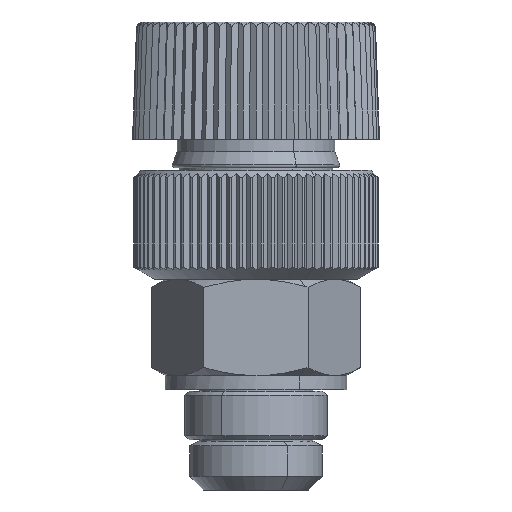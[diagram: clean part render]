
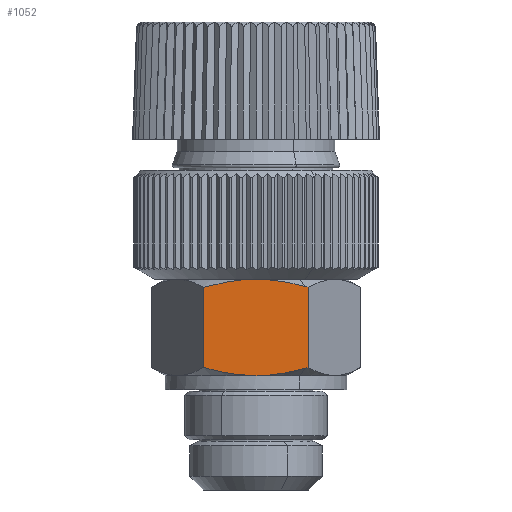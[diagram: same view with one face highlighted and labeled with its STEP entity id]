
A CAD part, front view. The second image highlights one B-rep face of the part: STEP entity #1052.
In plain terms, the highlighted planar face has unit normal (0, -1, 0).
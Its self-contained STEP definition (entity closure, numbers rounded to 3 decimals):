
#749=CARTESIAN_POINT('Vertex',(0.,-6.5,8.2)) ;
#776=CARTESIAN_POINT('Vertex',(3.551,-6.5,8.723)) ;
#785=CARTESIAN_POINT('Vertex',(3.753,-6.5,8.781)) ;
#789=CARTESIAN_POINT('Control Point',(3.551,-6.5,8.723)) ;
#790=CARTESIAN_POINT('Control Point',(3.618,-6.5,8.742)) ;
#791=CARTESIAN_POINT('Control Point',(3.685,-6.5,8.761)) ;
#792=CARTESIAN_POINT('Control Point',(3.753,-6.5,8.781)) ;
#910=CARTESIAN_POINT('Control Point',(3.551,-6.5,8.723)) ;
#911=CARTESIAN_POINT('Control Point',(2.627,-6.5,8.468)) ;
#912=CARTESIAN_POINT('Control Point',(1.729,-6.5,8.288)) ;
#913=CARTESIAN_POINT('Control Point',(0.865,-6.5,8.2)) ;
#914=CARTESIAN_POINT('Control Point',(0.,-6.5,8.2)) ;
#923=CARTESIAN_POINT('Control Point',(0.,-6.5,8.2)) ;
#924=CARTESIAN_POINT('Control Point',(-0.912,-6.5,8.2)) ;
#925=CARTESIAN_POINT('Control Point',(-1.824,-6.5,8.298)) ;
#926=CARTESIAN_POINT('Control Point',(-2.774,-6.5,8.498)) ;
#927=CARTESIAN_POINT('Control Point',(-3.753,-6.5,8.781)) ;
#928=CARTESIAN_POINT('Vertex',(-3.753,-6.5,8.781)) ;
#979=CARTESIAN_POINT('Vertex',(3.753,-6.5,14.519)) ;
#982=CARTESIAN_POINT('Line Origine',(3.753,-6.5,11.65)) ;
#996=CARTESIAN_POINT('Axis2P3D Location',(-10.199,-6.5,15.1)) ;
#1002=CARTESIAN_POINT('Control Point',(3.551,-6.5,14.577)) ;
#1003=CARTESIAN_POINT('Control Point',(3.591,-6.5,14.565)) ;
#1004=CARTESIAN_POINT('Control Point',(3.632,-6.5,14.554)) ;
#1005=CARTESIAN_POINT('Control Point',(3.672,-6.5,14.543)) ;
#1006=CARTESIAN_POINT('Control Point',(3.712,-6.5,14.531)) ;
#1007=CARTESIAN_POINT('Control Point',(3.753,-6.5,14.519)) ;
#1008=CARTESIAN_POINT('Vertex',(3.551,-6.5,14.577)) ;
#1012=CARTESIAN_POINT('Control Point',(0.,-6.5,15.1)) ;
#1013=CARTESIAN_POINT('Control Point',(0.301,-6.5,15.1)) ;
#1014=CARTESIAN_POINT('Control Point',(0.601,-6.5,15.09)) ;
#1015=CARTESIAN_POINT('Control Point',(0.903,-6.5,15.07)) ;
#1016=CARTESIAN_POINT('Control Point',(1.606,-6.5,15.)) ;
#1017=CARTESIAN_POINT('Control Point',(2.317,-6.5,14.878)) ;
#1018=CARTESIAN_POINT('Control Point',(2.725,-6.5,14.792)) ;
#1019=CARTESIAN_POINT('Control Point',(3.137,-6.5,14.691)) ;
#1020=CARTESIAN_POINT('Control Point',(3.551,-6.5,14.577)) ;
#1021=CARTESIAN_POINT('Vertex',(0.,-6.5,15.1)) ;
#1025=CARTESIAN_POINT('Control Point',(-3.753,-6.5,14.519)) ;
#1026=CARTESIAN_POINT('Control Point',(-3.298,-6.5,14.651)) ;
#1027=CARTESIAN_POINT('Control Point',(-2.845,-6.5,14.767)) ;
#1028=CARTESIAN_POINT('Control Point',(-2.396,-6.5,14.864)) ;
#1029=CARTESIAN_POINT('Control Point',(-1.645,-6.5,14.996)) ;
#1030=CARTESIAN_POINT('Control Point',(-0.903,-6.5,15.07)) ;
#1031=CARTESIAN_POINT('Control Point',(-0.601,-6.5,15.09)) ;
#1032=CARTESIAN_POINT('Control Point',(-0.301,-6.5,15.1)) ;
#1033=CARTESIAN_POINT('Control Point',(0.,-6.5,15.1)) ;
#1034=CARTESIAN_POINT('Vertex',(-3.753,-6.5,14.519)) ;
#1037=CARTESIAN_POINT('Line Origine',(-3.753,-6.5,11.65)) ;
#984=VECTOR('Line Direction',#983,1.) ;
#1039=VECTOR('Line Direction',#1038,1.) ;
#983=DIRECTION('Vector Direction',(0.,0.,1.)) ;
#997=DIRECTION('Axis2P3D Direction',(0.,1.,0.)) ;
#998=DIRECTION('Axis2P3D XDirection',(1.,0.,0.)) ;
#1038=DIRECTION('Vector Direction',(0.,0.,1.)) ;
#999=AXIS2_PLACEMENT_3D('Plane Axis2P3D',#996,#997,#998) ;
#985=LINE('Line',#982,#984) ;
#1040=LINE('Line',#1037,#1039) ;
#1000=PLANE('',#999) ;
#793=EDGE_CURVE('',#777,#786,#788,.T.) ;
#915=EDGE_CURVE('',#777,#750,#909,.T.) ;
#930=EDGE_CURVE('',#750,#929,#922,.T.) ;
#986=EDGE_CURVE('',#786,#980,#985,.T.) ;
#1010=EDGE_CURVE('',#1009,#980,#1001,.T.) ;
#1023=EDGE_CURVE('',#1022,#1009,#1011,.T.) ;
#1036=EDGE_CURVE('',#1035,#1022,#1024,.T.) ;
#1041=EDGE_CURVE('',#929,#1035,#1040,.T.) ;
#1043=ORIENTED_EDGE('',*,*,#915,.F.) ;
#1044=ORIENTED_EDGE('',*,*,#793,.T.) ;
#1045=ORIENTED_EDGE('',*,*,#986,.T.) ;
#1046=ORIENTED_EDGE('',*,*,#1010,.F.) ;
#1047=ORIENTED_EDGE('',*,*,#1023,.F.) ;
#1048=ORIENTED_EDGE('',*,*,#1036,.F.) ;
#1049=ORIENTED_EDGE('',*,*,#1041,.F.) ;
#1050=ORIENTED_EDGE('',*,*,#930,.F.) ;
#1042=EDGE_LOOP('',(#1043,#1044,#1045,#1046,#1047,#1048,#1049,#1050)) ;
#750=VERTEX_POINT('',#749) ;
#777=VERTEX_POINT('',#776) ;
#786=VERTEX_POINT('',#785) ;
#929=VERTEX_POINT('',#928) ;
#980=VERTEX_POINT('',#979) ;
#1009=VERTEX_POINT('',#1008) ;
#1022=VERTEX_POINT('',#1021) ;
#1035=VERTEX_POINT('',#1034) ;
#1052=ADVANCED_FACE('PartBody',(#1051),#1000,.F.) ;
#788=B_SPLINE_CURVE_WITH_KNOTS('',3,(#789,#790,#791,#792),.UNSPECIFIED.,.F.,.U.,(4,4),(0.,0.315),.UNSPECIFIED.) ;
#909=B_SPLINE_CURVE_WITH_KNOTS('',4,(#910,#911,#912,#913,#914),.UNSPECIFIED.,.F.,.U.,(5,5),(0.,5.782),.UNSPECIFIED.) ;
#922=B_SPLINE_CURVE_WITH_KNOTS('',4,(#923,#924,#925,#926,#927),.UNSPECIFIED.,.F.,.U.,(5,5),(5.782,11.876),.UNSPECIFIED.) ;
#1001=B_SPLINE_CURVE_WITH_KNOTS('',5,(#1002,#1003,#1004,#1005,#1006,#1007),.UNSPECIFIED.,.F.,.U.,(6,6),(0.,0.299),.UNSPECIFIED.) ;
#1011=B_SPLINE_CURVE_WITH_KNOTS('',5,(#1012,#1013,#1014,#1015,#1016,#1017,#1018,#1019,#1020),.UNSPECIFIED.,.F.,.U.,(6,3,6),(5.678,7.991,11.057),.UNSPECIFIED.) ;
#1024=B_SPLINE_CURVE_WITH_KNOTS('',5,(#1025,#1026,#1027,#1028,#1029,#1030,#1031,#1032,#1033),.UNSPECIFIED.,.F.,.U.,(6,3,6),(0.,3.365,5.678),.UNSPECIFIED.) ;
#1051=FACE_OUTER_BOUND('',#1042,.T.) ;
